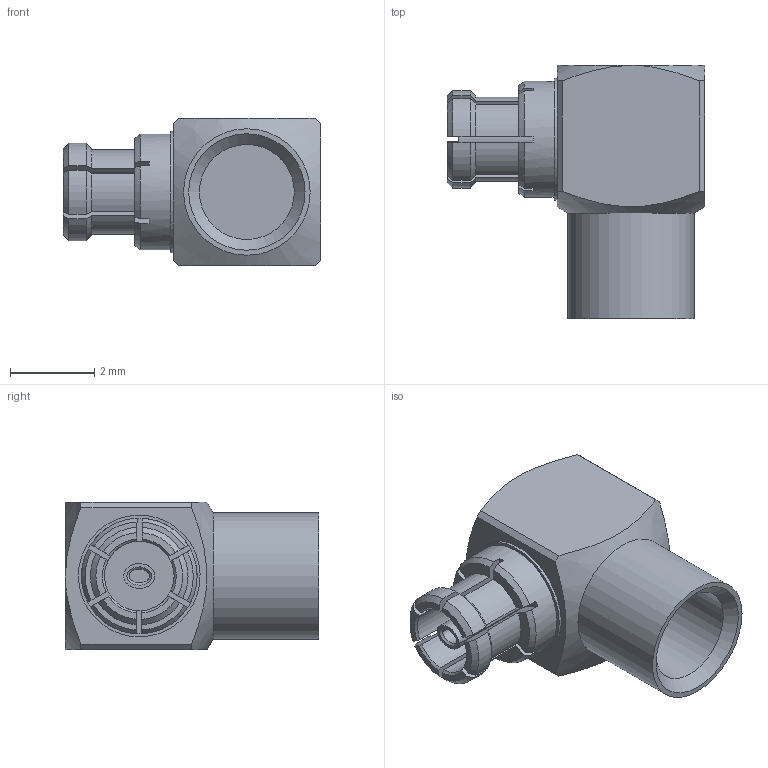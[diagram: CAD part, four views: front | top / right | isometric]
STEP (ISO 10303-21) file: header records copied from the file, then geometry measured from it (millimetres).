
FILE_DESCRIPTION (( 'STEP AP203' ), '1' );
FILE_NAME ('PE44494_3D.step', '2021-09-13T15:56:34', ( '' ), ( '' ), 'SwSTEP 2.0', 'SolidWorks 2021', '' );
FILE_SCHEMA (( 'CONFIG_CONTROL_DESIGN' ));
Length unit declared in the file: inch
Products named in the file (1): PE44494_3D
Bounding box: 6.1 x 6 x 3.5 mm (x, y, z)
Volume: 55.4 mm3; surface area: 168.9 mm2
Topology: 3 solids, 3 shells, 105 faces, 283 edges, 187 vertices
Faces by surface type: plane 53, cone 30, cylinder 17, bspline 5
Full cylindrical faces by diameter (mm): 1.651 x1, 2.25 x1, 2.742 x1, 2.886 x1, 3 x1
Entity records: 4015 total; most frequent: CARTESIAN_POINT 1444, ORIENTED_EDGE 542, DIRECTION 482, EDGE_CURVE 271, AXIS2_PLACEMENT_3D 187, VERTEX_POINT 183, EDGE_LOOP 118, FACE_OUTER_BOUND 111
